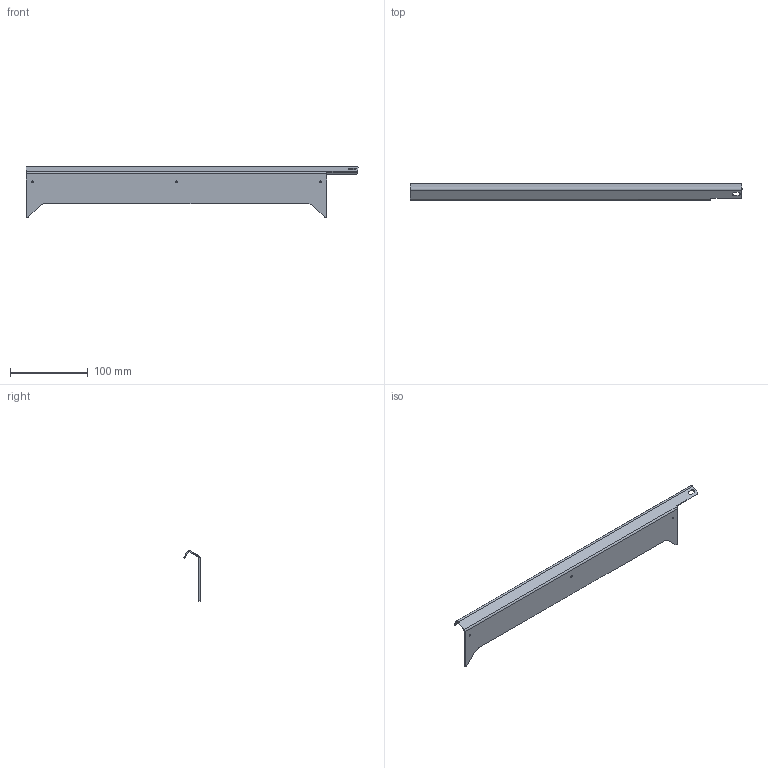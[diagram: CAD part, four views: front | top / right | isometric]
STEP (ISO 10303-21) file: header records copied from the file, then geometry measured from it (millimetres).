
FILE_DESCRIPTION(('FreeCAD Model'),'2;1');
FILE_NAME('Soporte_leds_001.stp','2016-01-27T22:40:43',('FreeCAD'),('FreeCAD'), 'Open CASCADE STEP processor 6.8','FreeCAD','Unknown');
FILE_SCHEMA(('AUTOMOTIVE_DESIGN_CC2 { 1 2 10303 214 -1 1 5 4 }'));
Length unit declared in the file: millimetre
Products named in the file (1): Open CASCADE STEP translator 6.8 4
Bounding box: 427 x 20.79 x 65.26 mm (x, y, z)
Volume: 39853.9 mm3; surface area: 54755.7 mm2
Topology: 1 solids, 1 shells, 35 faces, 111 edges, 78 vertices
Faces by surface type: bspline 19, plane 16
Entity records: 4612 total; most frequent: CARTESIAN_POINT 3211, B_SPLINE_CURVE_WITH_KNOTS 233, ORIENTED_EDGE 222, PCURVE 222, DEFINITIONAL_REPRESENTATION 222, EDGE_CURVE 111, SURFACE_CURVE 111, VERTEX_POINT 78
